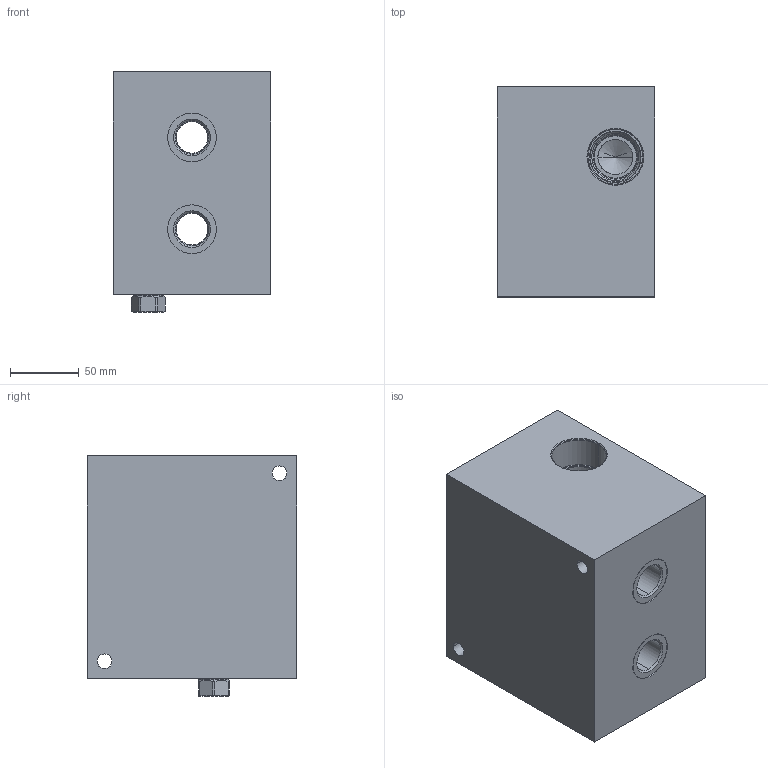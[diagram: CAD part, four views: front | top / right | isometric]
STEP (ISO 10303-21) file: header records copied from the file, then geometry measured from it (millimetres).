
FILE_DESCRIPTION((''),'2;1');
FILE_NAME('XCW_ASM','2022-05-06T',('ProEService'),(''),'PRO/ENGINEER BY PARAMETRIC TECHNOLOGY CORPORATION, 2014200','PRO/ENGINEER BY PARAMETRIC TECHNOLOGY CORPORATION, 2014200','');
FILE_SCHEMA(('CONFIG_CONTROL_DESIGN'));
Length unit declared in the file: inch
Products named in the file (3): 152-105-007; CSABXXN; XCW_ASM
Assembly tree (2 placements, depth 2):
  XCW_ASM
    152-105-007
    CSABXXN
Bounding box: 114.3 x 152.4 x 174.6 mm (x, y, z)
Volume: 2428086 mm3; surface area: 193567.9 mm2
Topology: 5 solids, 6 shells, 338 faces, 1086 edges, 896 vertices
Faces by surface type: cylinder 146, cone 90, plane 48, torus 32, revolution 12, sphere 10
Entity records: 14218 total; most frequent: CARTESIAN_POINT 4830, DIRECTION 2058, ORIENTED_EDGE 1548, EDGE_CURVE 774, AXIS2_PLACEMENT_3D 750, VECTOR 546, LINE 546, VERTEX_POINT 467
